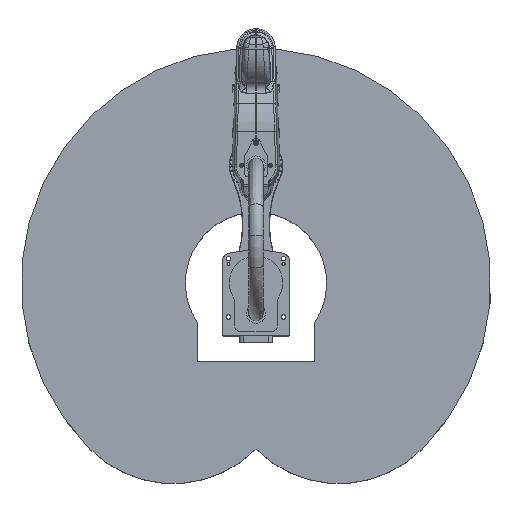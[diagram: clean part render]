
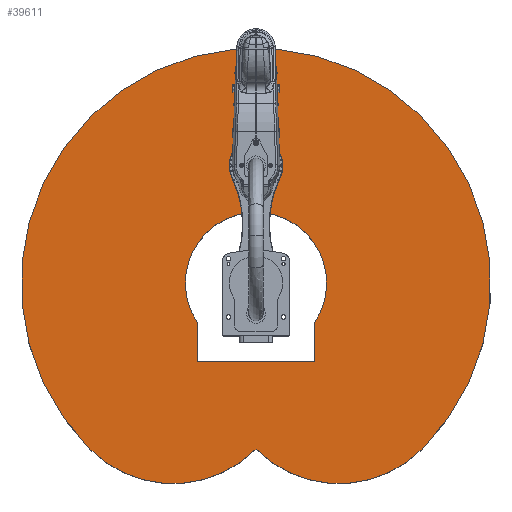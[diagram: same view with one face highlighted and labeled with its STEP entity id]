
A CAD part, top view. The second image highlights one B-rep face of the part: STEP entity #39611.
In plain terms, the highlighted planar face has unit normal (0, 0, 1).
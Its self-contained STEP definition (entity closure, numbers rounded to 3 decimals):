
#1376=FACE_BOUND('',#11864,.T.);
#3815=LINE('',#94978,#6025);
#3819=LINE('',#94985,#6029);
#3822=LINE('',#94991,#6032);
#6025=VECTOR('',#53754,10.);
#6029=VECTOR('',#53760,10.);
#6032=VECTOR('',#53765,10.);
#6912=PLANE('',#43855);
#9208=FACE_OUTER_BOUND('',#11863,.T.);
#11863=EDGE_LOOP('',(#34963,#34964,#34965));
#11864=EDGE_LOOP('',(#34966,#34967,#34968,#34969));
#13769=CIRCLE('',#43856,350.);
#13770=CIRCLE('',#43857,700.);
#13771=CIRCLE('',#43858,350.);
#13772=CIRCLE('',#43859,210.494);
#18421=VERTEX_POINT('',#94975);
#18422=VERTEX_POINT('',#94977);
#18424=VERTEX_POINT('',#94983);
#18426=VERTEX_POINT('',#94989);
#18427=VERTEX_POINT('',#94993);
#18428=VERTEX_POINT('',#94994);
#18429=VERTEX_POINT('',#94996);
#23934=EDGE_CURVE('',#18422,#18421,#3815,.T.);
#23938=EDGE_CURVE('',#18421,#18424,#3819,.T.);
#23941=EDGE_CURVE('',#18424,#18426,#3822,.T.);
#23942=EDGE_CURVE('',#18427,#18428,#13769,.T.);
#23943=EDGE_CURVE('',#18428,#18429,#13770,.T.);
#23944=EDGE_CURVE('',#18429,#18427,#13771,.T.);
#23945=EDGE_CURVE('',#18426,#18422,#13772,.T.);
#34963=ORIENTED_EDGE('',*,*,#23942,.T.);
#34964=ORIENTED_EDGE('',*,*,#23943,.T.);
#34965=ORIENTED_EDGE('',*,*,#23944,.T.);
#34966=ORIENTED_EDGE('',*,*,#23934,.T.);
#34967=ORIENTED_EDGE('',*,*,#23938,.T.);
#34968=ORIENTED_EDGE('',*,*,#23941,.T.);
#34969=ORIENTED_EDGE('',*,*,#23945,.T.);
#39611=ADVANCED_FACE('',(#9208,#1376),#6912,.T.);
#43855=AXIS2_PLACEMENT_3D('',#94992,#53766,#53767);
#43856=AXIS2_PLACEMENT_3D('',#94995,#53768,#53769);
#43857=AXIS2_PLACEMENT_3D('',#94997,#53770,#53771);
#43858=AXIS2_PLACEMENT_3D('',#94998,#53772,#53773);
#43859=AXIS2_PLACEMENT_3D('',#94999,#53774,#53775);
#53754=DIRECTION('',(-1.,0.,0.));
#53760=DIRECTION('',(0.,1.,0.));
#53765=DIRECTION('',(1.,0.,0.));
#53766=DIRECTION('center_axis',(0.,0.,1.));
#53767=DIRECTION('ref_axis',(1.,0.,0.));
#53768=DIRECTION('center_axis',(0.,0.,1.));
#53769=DIRECTION('ref_axis',(0.707,-0.707,0.));
#53770=DIRECTION('center_axis',(0.,0.,1.));
#53771=DIRECTION('ref_axis',(0.707,0.707,0.));
#53772=DIRECTION('center_axis',(0.,0.,1.));
#53773=DIRECTION('ref_axis',(0.707,-0.707,0.));
#53774=DIRECTION('center_axis',(0.,0.,-1.));
#53775=DIRECTION('ref_axis',(-1.,0.,0.));
#94975=CARTESIAN_POINT('',(-233.,-175.,200.));
#94977=CARTESIAN_POINT('',(-116.973,-175.,200.));
#94978=CARTESIAN_POINT('',(45.953,-175.,200.));
#94983=CARTESIAN_POINT('',(-233.,175.,200.));
#94985=CARTESIAN_POINT('',(-233.,-87.5,200.));
#94989=CARTESIAN_POINT('',(-116.973,175.,200.));
#94991=CARTESIAN_POINT('',(-108.047,175.,200.));
#94992=CARTESIAN_POINT('Origin',(16.906,0.,
200.));
#94993=CARTESIAN_POINT('',(-494.975,0.,200.));
#94994=CARTESIAN_POINT('',(-494.975,-494.975,200.));
#94995=CARTESIAN_POINT('Origin',(-247.487,-247.487,200.));
#94996=CARTESIAN_POINT('',(-494.975,494.975,200.));
#94997=CARTESIAN_POINT('Origin',(0.,0.,200.));
#94998=CARTESIAN_POINT('Origin',(-247.487,247.487,200.));
#94999=CARTESIAN_POINT('Origin',(0.,0.,200.));
